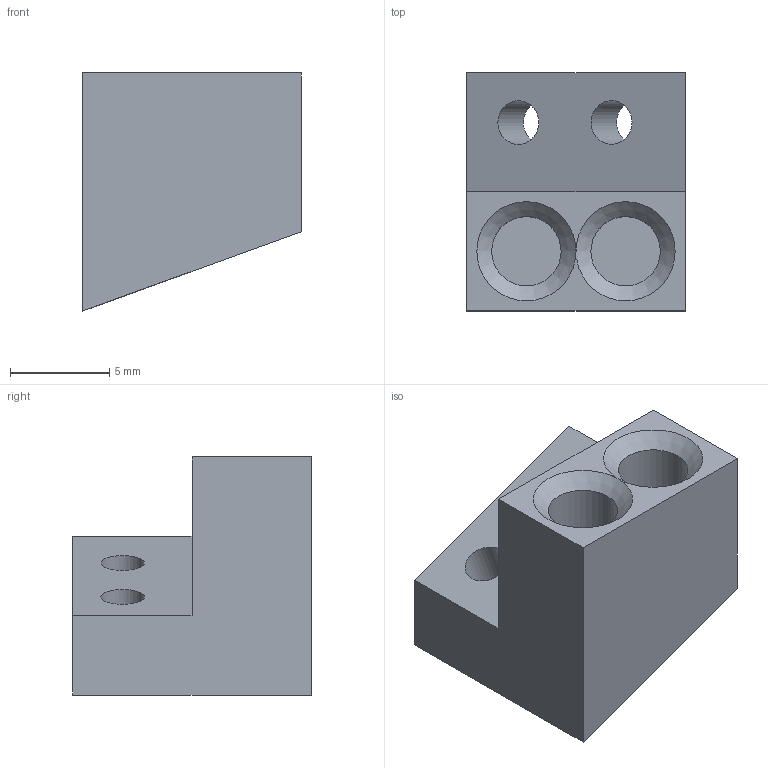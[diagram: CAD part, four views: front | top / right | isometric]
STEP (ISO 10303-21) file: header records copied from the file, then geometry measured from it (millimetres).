
FILE_DESCRIPTION(/* description */ (''),/* implementation_level */ '2;1');
FILE_NAME(/* name */ 'thumb bracket v1.step',/* time_stamp */ '2024-08-27T17:23:38-04:00',/* author */ (''),/* organization */ (''),/* preprocessor_version */ 'ST-DEVELOPER v20',/* originating_system */ 'Autodesk Translation Framework v13.14.0.145',/* authorisation */ '');
FILE_SCHEMA (('AUTOMOTIVE_DESIGN { 1 0 10303 214 3 1 1 }'));
Length unit declared in the file: millimetre
Products named in the file (1): thumb bracket
Bounding box: 11 x 12 x 12 mm (x, y, z)
Volume: 773.4 mm3; surface area: 825.4 mm2
Topology: 1 solids, 1 shells, 16 faces, 35 edges, 22 vertices
Faces by surface type: plane 10, cylinder 4, cone 2
Full cylindrical faces by diameter (mm): 2.2 x2, 3.5 x2
Entity records: 479 total; most frequent: DIRECTION 80, CARTESIAN_POINT 74, ORIENTED_EDGE 70, EDGE_CURVE 35, AXIS2_PLACEMENT_3D 28, LINE 24, VECTOR 24, VERTEX_POINT 22
